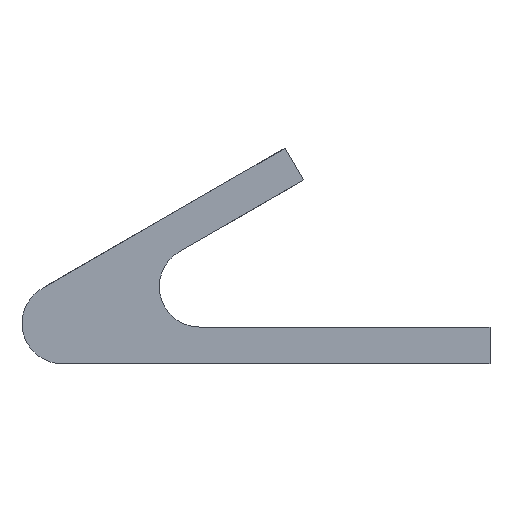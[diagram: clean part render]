
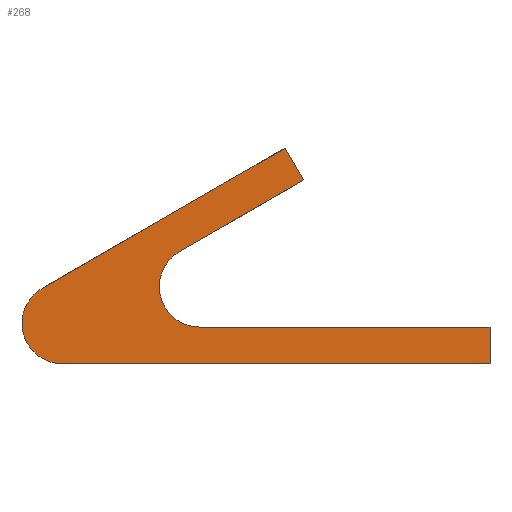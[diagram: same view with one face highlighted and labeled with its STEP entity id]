
A CAD part, front view. The second image highlights one B-rep face of the part: STEP entity #268.
In plain terms, the highlighted planar face has unit normal (0, -1, 0).
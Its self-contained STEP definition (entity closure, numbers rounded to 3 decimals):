
#23=PLANE('',#311);
#35=FACE_OUTER_BOUND('',#49,.T.);
#49=EDGE_LOOP('',(#199,#200,#201,#202,#203,#204,#205,#206));
#72=LINE('',#430,#96);
#73=LINE('',#432,#97);
#74=LINE('',#434,#98);
#75=LINE('',#438,#99);
#76=LINE('',#440,#100);
#77=LINE('',#441,#101);
#96=VECTOR('',#354,10.);
#97=VECTOR('',#355,10.);
#98=VECTOR('',#356,10.);
#99=VECTOR('',#359,10.);
#100=VECTOR('',#360,10.);
#101=VECTOR('',#361,10.);
#120=CIRCLE('',#310,5.5);
#121=CIRCLE('',#312,5.5);
#133=VERTEX_POINT('',#423);
#134=VERTEX_POINT('',#425);
#135=VERTEX_POINT('',#429);
#136=VERTEX_POINT('',#431);
#137=VERTEX_POINT('',#433);
#138=VERTEX_POINT('',#435);
#139=VERTEX_POINT('',#437);
#140=VERTEX_POINT('',#439);
#159=EDGE_CURVE('',#133,#134,#120,.T.);
#161=EDGE_CURVE('',#135,#133,#72,.T.);
#162=EDGE_CURVE('',#136,#135,#73,.T.);
#163=EDGE_CURVE('',#137,#136,#74,.T.);
#164=EDGE_CURVE('',#138,#137,#121,.T.);
#165=EDGE_CURVE('',#139,#138,#75,.T.);
#166=EDGE_CURVE('',#140,#139,#76,.T.);
#167=EDGE_CURVE('',#134,#140,#77,.T.);
#199=ORIENTED_EDGE('',*,*,#159,.F.);
#200=ORIENTED_EDGE('',*,*,#161,.F.);
#201=ORIENTED_EDGE('',*,*,#162,.F.);
#202=ORIENTED_EDGE('',*,*,#163,.F.);
#203=ORIENTED_EDGE('',*,*,#164,.F.);
#204=ORIENTED_EDGE('',*,*,#165,.F.);
#205=ORIENTED_EDGE('',*,*,#166,.F.);
#206=ORIENTED_EDGE('',*,*,#167,.F.);
#268=ADVANCED_FACE('',(#35),#23,.F.);
#310=AXIS2_PLACEMENT_3D('',#426,#349,#350);
#311=AXIS2_PLACEMENT_3D('',#428,#352,#353);
#312=AXIS2_PLACEMENT_3D('',#436,#357,#358);
#349=DIRECTION('center_axis',(0.,1.,0.));
#350=DIRECTION('ref_axis',(-0.966,0.,-0.259));
#352=DIRECTION('center_axis',(0.,1.,0.));
#353=DIRECTION('ref_axis',(0.,0.,1.));
#354=DIRECTION('',(-1.,0.,0.));
#355=DIRECTION('',(0.,0.,-1.));
#356=DIRECTION('',(1.,0.,0.));
#357=DIRECTION('center_axis',(0.,-1.,0.));
#358=DIRECTION('ref_axis',(-0.966,0.,-0.259));
#359=DIRECTION('',(-0.866,0.,-0.5));
#360=DIRECTION('',(0.5,0.,-0.866));
#361=DIRECTION('',(0.866,0.,0.5));
#423=CARTESIAN_POINT('',(-58.134,0.,-5.));
#425=CARTESIAN_POINT('',(-60.884,0.,5.263));
#426=CARTESIAN_POINT('Origin',(-58.134,0.,0.5));
#428=CARTESIAN_POINT('Origin',(-39.33,0.,9.665));
#429=CARTESIAN_POINT('',(0.,0.,-5.));
#430=CARTESIAN_POINT('',(0.,0.,-5.));
#431=CARTESIAN_POINT('',(0.,0.,0.));
#432=CARTESIAN_POINT('',(0.,0.,0.));
#433=CARTESIAN_POINT('',(-39.474,0.,0.));
#434=CARTESIAN_POINT('',(-60.,0.,0.));
#435=CARTESIAN_POINT('',(-42.224,0.,10.263));
#436=CARTESIAN_POINT('Origin',(-39.474,0.,5.5));
#437=CARTESIAN_POINT('',(-25.359,0.,20.));
#438=CARTESIAN_POINT('',(-25.359,0.,20.));
#439=CARTESIAN_POINT('',(-27.859,0.,24.33));
#440=CARTESIAN_POINT('',(-27.859,0.,24.33));
#441=CARTESIAN_POINT('',(-78.66,0.,-5.));
